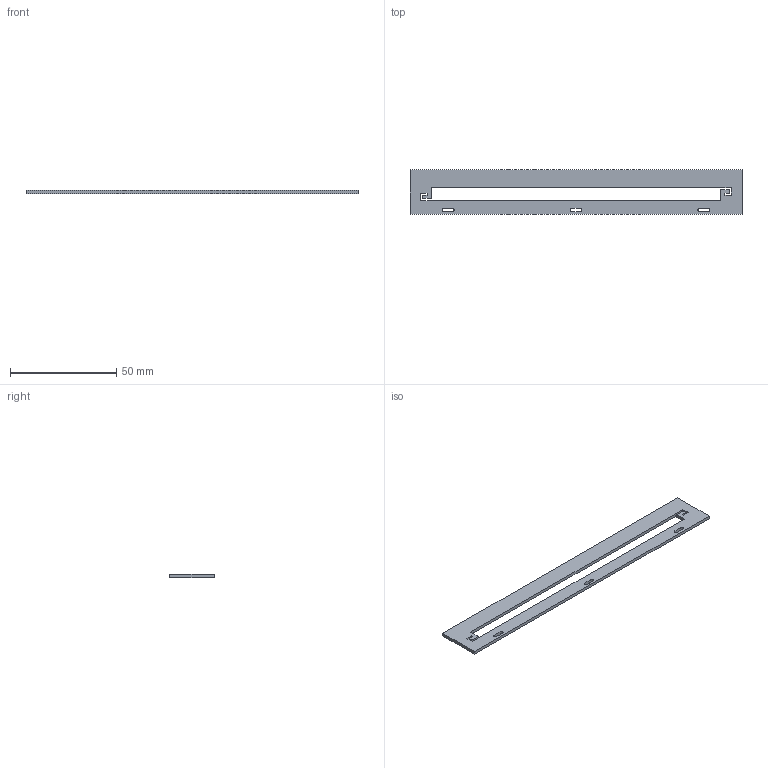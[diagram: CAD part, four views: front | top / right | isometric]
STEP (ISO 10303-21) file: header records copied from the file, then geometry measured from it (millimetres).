
FILE_DESCRIPTION(('KiCad electronic assembly'),'2;1');
FILE_NAME('encoder-strip-3mm.step','2025-12-18T14:37:12',('Pcbnew'),( 'Kicad'),'Open CASCADE STEP processor 7.6','KiCad to STEP converter' ,'Unknown');
FILE_SCHEMA(('AUTOMOTIVE_DESIGN { 1 0 10303 214 1 1 1 1 }'));
Length unit declared in the file: millimetre
Products named in the file (2): encoder-strip-3mm 1; encoder-strip-3mm_PCB
Assembly tree (1 placements, depth 2):
  encoder-strip-3mm 1
    encoder-strip-3mm_PCB
Bounding box: 156 x 21 x 1.51 mm (x, y, z)
Volume: 3647.4 mm3; surface area: 5910.2 mm2
Topology: 1 solids, 1 shells, 36 faces, 102 edges, 68 vertices
Faces by surface type: plane 30, cylinder 6
Entity records: 1211 total; most frequent: CARTESIAN_POINT 208, ORIENTED_EDGE 204, DIRECTION 190, EDGE_CURVE 102, LINE 90, VECTOR 90, VERTEX_POINT 68, AXIS2_PLACEMENT_3D 50
